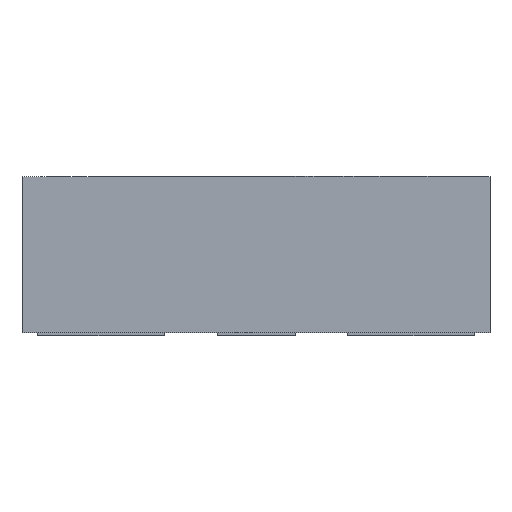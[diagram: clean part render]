
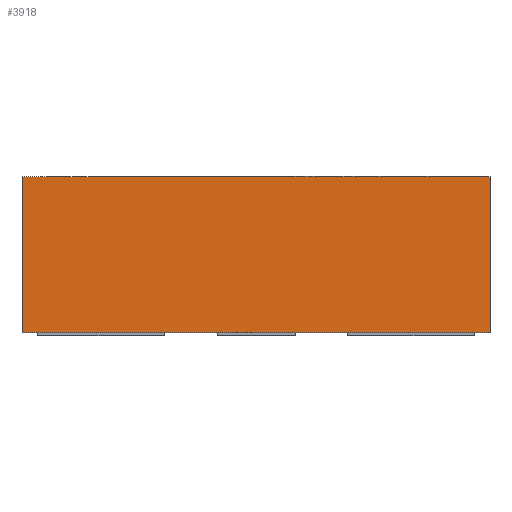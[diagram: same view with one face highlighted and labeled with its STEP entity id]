
A CAD part, front view. The second image highlights one B-rep face of the part: STEP entity #3918.
In plain terms, the highlighted planar face has unit normal (0, -1, 0).
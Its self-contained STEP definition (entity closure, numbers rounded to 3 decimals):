
#76 = DIRECTION ( 'NONE',  ( 0., 0., 1. ) ) ;
#277 = LINE ( 'NONE', #17786, #4711 ) ;
#1816 = ORIENTED_EDGE ( 'NONE', *, *, #20825, .T. ) ;
#2832 = CARTESIAN_POINT ( 'NONE',  ( 1.5, -2.5, 0.02 ) ) ;
#3053 = DIRECTION ( 'NONE',  ( 0., 0., -1. ) ) ;
#3244 = LINE ( 'NONE', #17813, #4835 ) ;
#3918 = ADVANCED_FACE ( 'NONE', ( #20427 ), #9058, .F. ) ;
#4284 = EDGE_CURVE ( 'NONE', #12454, #7668, #6170, .T. ) ;
#4711 = VECTOR ( 'NONE', #16388, 1000. ) ;
#4835 = VECTOR ( 'NONE', #8533, 1000. ) ;
#5583 = EDGE_CURVE ( 'NONE', #12454, #10661, #7391, .T. ) ;
#5809 = ORIENTED_EDGE ( 'NONE', *, *, #5583, .T. ) ;
#6170 = LINE ( 'NONE', #14383, #11506 ) ;
#6514 = CARTESIAN_POINT ( 'NONE',  ( -1.5, -2.5, 1.02 ) ) ;
#6575 = ORIENTED_EDGE ( 'NONE', *, *, #4284, .F. ) ;
#7190 = ORIENTED_EDGE ( 'NONE', *, *, #10889, .F. ) ;
#7391 = LINE ( 'NONE', #17297, #16557 ) ;
#7668 = VERTEX_POINT ( 'NONE', #12179 ) ;
#8533 = DIRECTION ( 'NONE',  ( 1., 0., 0. ) ) ;
#9058 = PLANE ( 'NONE',  #12476 ) ;
#10661 = VERTEX_POINT ( 'NONE', #10727 ) ;
#10727 = CARTESIAN_POINT ( 'NONE',  ( -1.5, -2.5, 0.02 ) ) ;
#10889 = EDGE_CURVE ( 'NONE', #7668, #12392, #277, .T. ) ;
#10975 = CARTESIAN_POINT ( 'NONE',  ( -1.5, -2.5, 1.02 ) ) ;
#11506 = VECTOR ( 'NONE', #18949, 1000. ) ;
#12179 = CARTESIAN_POINT ( 'NONE',  ( 1.5, -2.5, 1.02 ) ) ;
#12392 = VERTEX_POINT ( 'NONE', #2832 ) ;
#12454 = VERTEX_POINT ( 'NONE', #6514 ) ;
#12476 = AXIS2_PLACEMENT_3D ( 'NONE', #10975, #12968, #76 ) ;
#12968 = DIRECTION ( 'NONE',  ( 0., 1., 0. ) ) ;
#14383 = CARTESIAN_POINT ( 'NONE',  ( -1.5, -2.5, 1.02 ) ) ;
#16388 = DIRECTION ( 'NONE',  ( 0., 0., -1. ) ) ;
#16557 = VECTOR ( 'NONE', #3053, 1000. ) ;
#17297 = CARTESIAN_POINT ( 'NONE',  ( -1.5, -2.5, 1.02 ) ) ;
#17786 = CARTESIAN_POINT ( 'NONE',  ( 1.5, -2.5, 1.02 ) ) ;
#17813 = CARTESIAN_POINT ( 'NONE',  ( -1.5, -2.5, 0.02 ) ) ;
#18949 = DIRECTION ( 'NONE',  ( 1., 0., 0. ) ) ;
#19938 = EDGE_LOOP ( 'NONE', ( #1816, #7190, #6575, #5809 ) ) ;
#20427 = FACE_OUTER_BOUND ( 'NONE', #19938, .T. ) ;
#20825 = EDGE_CURVE ( 'NONE', #10661, #12392, #3244, .T. ) ;
